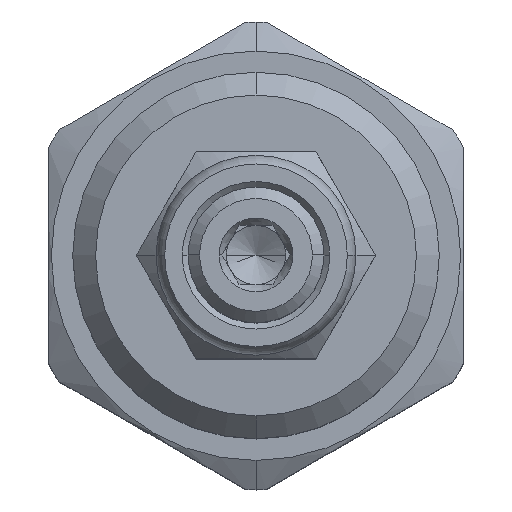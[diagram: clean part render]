
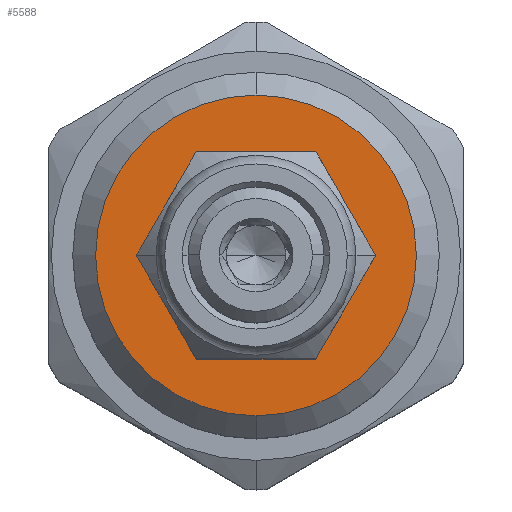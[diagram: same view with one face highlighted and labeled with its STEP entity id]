
A CAD part, top view. The second image highlights one B-rep face of the part: STEP entity #5588.
In plain terms, the highlighted planar face has unit normal (0, 0, 1).
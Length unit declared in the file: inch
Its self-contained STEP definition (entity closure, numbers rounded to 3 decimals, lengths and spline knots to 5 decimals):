
#1738=CARTESIAN_POINT('',(0.,0.,4.032));
#1739=DIRECTION('',(0.,0.,1.));
#1740=DIRECTION('',(0.,-1.,0.));
#1741=AXIS2_PLACEMENT_3D('',#1738,#1739,#1740);
#1756=CARTESIAN_POINT('',(0.,0.,4.032));
#1757=DIRECTION('',(0.,0.,1.));
#1758=DIRECTION('',(-1.,0.,0.));
#1759=AXIS2_PLACEMENT_3D('',#1756,#1757,#1758);
#1761=CARTESIAN_POINT('',(0.,0.,4.032));
#1762=DIRECTION('',(0.,0.,1.));
#1763=DIRECTION('',(1.,0.,0.));
#1764=AXIS2_PLACEMENT_3D('',#1761,#1762,#1763);
#1766=CARTESIAN_POINT('',(0.,0.,4.032));
#1767=DIRECTION('',(0.,0.,1.));
#1768=DIRECTION('',(0.,1.,0.));
#1769=AXIS2_PLACEMENT_3D('',#1766,#1767,#1768);
#2965=CARTESIAN_POINT('',(0.,0.435,4.032));
#2966=CARTESIAN_POINT('',(0.,-0.435,4.032));
#2967=VERTEX_POINT('',#2965);
#2968=VERTEX_POINT('',#2966);
#3205=CARTESIAN_POINT('',(-0.271,0.,4.032));
#3206=CARTESIAN_POINT('',(0.271,0.,4.032));
#3207=VERTEX_POINT('',#3205);
#3208=VERTEX_POINT('',#3206);
#5572=CARTESIAN_POINT('',(0.,0.,4.032));
#5573=DIRECTION('',(0.,0.,1.));
#5574=DIRECTION('',(0.,1.,0.));
#5575=AXIS2_PLACEMENT_3D('',#5572,#5573,#5574);
#5576=PLANE('',#5575);
#5577=ORIENTED_EDGE('',*,*,#5562,.F.);
#5579=ORIENTED_EDGE('',*,*,#5578,.F.);
#5580=EDGE_LOOP('',(#5577,#5579));
#5581=FACE_OUTER_BOUND('',#5580,.F.);
#5583=ORIENTED_EDGE('',*,*,#5582,.T.);
#5585=ORIENTED_EDGE('',*,*,#5584,.T.);
#5586=EDGE_LOOP('',(#5583,#5585));
#5587=FACE_BOUND('',#5586,.F.);
#5588=ADVANCED_FACE('',(#5581,#5587),#5576,.T.);
#1742=CIRCLE('',#1741,0.435);
#1760=CIRCLE('',#1759,0.271);
#1765=CIRCLE('',#1764,0.271);
#1770=CIRCLE('',#1769,0.435);
#5562=EDGE_CURVE('',#2968,#2967,#1742,.T.);
#5578=EDGE_CURVE('',#2967,#2968,#1770,.T.);
#5582=EDGE_CURVE('',#3207,#3208,#1760,.T.);
#5584=EDGE_CURVE('',#3208,#3207,#1765,.T.);
